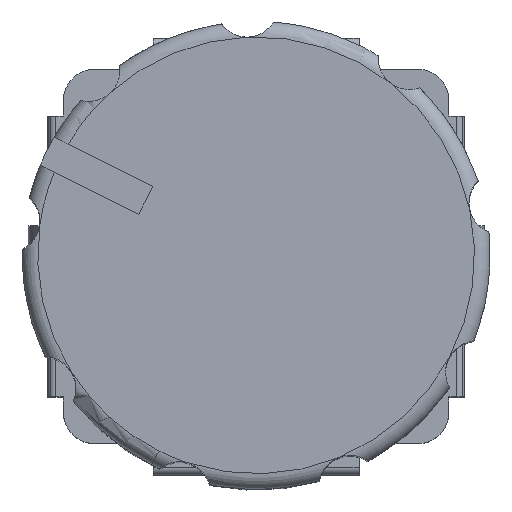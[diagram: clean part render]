
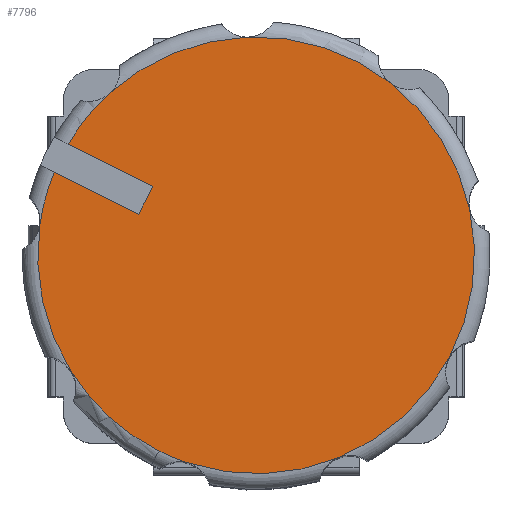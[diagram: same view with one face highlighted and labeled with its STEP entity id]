
A CAD part, top view. The second image highlights one B-rep face of the part: STEP entity #7796.
In plain terms, the highlighted face is planar.
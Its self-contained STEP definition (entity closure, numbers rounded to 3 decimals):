
#129 = AXIS2_PLACEMENT_3D ( 'NONE', #8693, #5141, #5831 ) ;
#133 = ORIENTED_EDGE ( 'NONE', *, *, #5712, .T. ) ;
#348 = CIRCLE ( 'NONE', #5573, 7. ) ;
#369 = CARTESIAN_POINT ( 'NONE',  ( 0., 16.5, 0.5 ) ) ;
#448 = DIRECTION ( 'NONE',  ( 0., 1., 0. ) ) ;
#505 = DIRECTION ( 'NONE',  ( 0., 0., 1. ) ) ;
#661 = AXIS2_PLACEMENT_3D ( 'NONE', #5528, #6978, #4179 ) ;
#718 = CARTESIAN_POINT ( 'NONE',  ( 5.252, 16.5, 4.627 ) ) ;
#729 = CARTESIAN_POINT ( 'NONE',  ( 6.998, 16.5, 0.169 ) ) ;
#848 = VERTEX_POINT ( 'NONE', #6000 ) ;
#852 = AXIS2_PLACEMENT_3D ( 'NONE', #2540, #8260, #5203 ) ;
#888 = ORIENTED_EDGE ( 'NONE', *, *, #6582, .T. ) ;
#947 = AXIS2_PLACEMENT_3D ( 'NONE', #4766, #5551, #505 ) ;
#1077 = CARTESIAN_POINT ( 'NONE',  ( -3.645, 16.5, 5.976 ) ) ;
#1078 = ORIENTED_EDGE ( 'NONE', *, *, #2926, .T. ) ;
#1246 = CIRCLE ( 'NONE', #4680, 7. ) ;
#1257 = CIRCLE ( 'NONE', #661, 7. ) ;
#1301 = ORIENTED_EDGE ( 'NONE', *, *, #3099, .T. ) ;
#1380 = ORIENTED_EDGE ( 'NONE', *, *, #7918, .F. ) ;
#1443 = DIRECTION ( 'NONE',  ( 0., 1., 0. ) ) ;
#1673 = PLANE ( 'NONE',  #129 ) ;
#1896 = AXIS2_PLACEMENT_3D ( 'NONE', #6037, #4591, #7440 ) ;
#1995 = AXIS2_PLACEMENT_3D ( 'NONE', #6330, #7071, #6187 ) ;
#2012 = CARTESIAN_POINT ( 'NONE',  ( -3.353, 16.5, -6.145 ) ) ;
#2042 = CIRCLE ( 'NONE', #4725, 7. ) ;
#2077 = CARTESIAN_POINT ( 'NONE',  ( -7.951, 16.5, -0.5 ) ) ;
#2148 = DIRECTION ( 'NONE',  ( 0., 0., 1. ) ) ;
#2248 = EDGE_CURVE ( 'NONE', #848, #2574, #8858, .T. ) ;
#2250 = EDGE_CURVE ( 'NONE', #7140, #4490, #2721, .T. ) ;
#2323 = CARTESIAN_POINT ( 'NONE',  ( -6.982, 16.5, 0.5 ) ) ;
#2333 = FACE_OUTER_BOUND ( 'NONE', #4506, .T. ) ;
#2474 = CARTESIAN_POINT ( 'NONE',  ( 0., 16.5, 0. ) ) ;
#2518 = VERTEX_POINT ( 'NONE', #1077 ) ;
#2540 = CARTESIAN_POINT ( 'NONE',  ( 0., 16.5, 0. ) ) ;
#2574 = VERTEX_POINT ( 'NONE', #3095 ) ;
#2721 = LINE ( 'NONE', #2077, #5582 ) ;
#2782 = ORIENTED_EDGE ( 'NONE', *, *, #3389, .F. ) ;
#2791 = DIRECTION ( 'NONE',  ( 0., 1., 0. ) ) ;
#2918 = DIRECTION ( 'NONE',  ( 0., 0., -1. ) ) ;
#2926 = EDGE_CURVE ( 'NONE', #6229, #4081, #3763, .T. ) ;
#2988 = ORIENTED_EDGE ( 'NONE', *, *, #2993, .T. ) ;
#2993 = EDGE_CURVE ( 'NONE', #5834, #4391, #6020, .T. ) ;
#3095 = CARTESIAN_POINT ( 'NONE',  ( 1.381, 16.5, -6.862 ) ) ;
#3099 = EDGE_CURVE ( 'NONE', #8022, #848, #1246, .T. ) ;
#3296 = CARTESIAN_POINT ( 'NONE',  ( 0., 16.5, 0. ) ) ;
#3327 = ORIENTED_EDGE ( 'NONE', *, *, #5909, .T. ) ;
#3376 = VERTEX_POINT ( 'NONE', #2323 ) ;
#3389 = EDGE_CURVE ( 'NONE', #7595, #7140, #7939, .T. ) ;
#3551 = CARTESIAN_POINT ( 'NONE',  ( 1.049, 16.5, 6.921 ) ) ;
#3647 = DIRECTION ( 'NONE',  ( 0., 0., 1. ) ) ;
#3742 = DIRECTION ( 'NONE',  ( 0., 0., 1. ) ) ;
#3763 = CIRCLE ( 'NONE', #8559, 7. ) ;
#3834 = CIRCLE ( 'NONE', #852, 7. ) ;
#3925 = DIRECTION ( 'NONE',  ( 0., 1., 0. ) ) ;
#4081 = VERTEX_POINT ( 'NONE', #3551 ) ;
#4144 = EDGE_CURVE ( 'NONE', #8259, #2518, #2042, .T. ) ;
#4179 = DIRECTION ( 'NONE',  ( 0., 0., 1. ) ) ;
#4289 = AXIS2_PLACEMENT_3D ( 'NONE', #6403, #1443, #3647 ) ;
#4326 = VECTOR ( 'NONE', #8922, 1000. ) ;
#4391 = VERTEX_POINT ( 'NONE', #8330 ) ;
#4409 = ORIENTED_EDGE ( 'NONE', *, *, #2248, .T. ) ;
#4488 = ORIENTED_EDGE ( 'NONE', *, *, #5329, .T. ) ;
#4490 = VERTEX_POINT ( 'NONE', #6995 ) ;
#4506 = EDGE_LOOP ( 'NONE', ( #7813, #2782, #1380, #5051, #5746, #133, #1078, #888, #4488, #1301, #4409, #3327, #2988, #9076 ) ) ;
#4591 = DIRECTION ( 'NONE',  ( 0., 1., 0. ) ) ;
#4680 = AXIS2_PLACEMENT_3D ( 'NONE', #8076, #2791, #7093 ) ;
#4708 = DIRECTION ( 'NONE',  ( 0., 0., 1. ) ) ;
#4725 = AXIS2_PLACEMENT_3D ( 'NONE', #4959, #7858, #2148 ) ;
#4766 = CARTESIAN_POINT ( 'NONE',  ( 0., 16.5, 0. ) ) ;
#4959 = CARTESIAN_POINT ( 'NONE',  ( 0., 16.5, 0. ) ) ;
#5051 = ORIENTED_EDGE ( 'NONE', *, *, #7153, .T. ) ;
#5141 = DIRECTION ( 'NONE',  ( 0., 1., 0. ) ) ;
#5203 = DIRECTION ( 'NONE',  ( 0., 0., 1. ) ) ;
#5329 = EDGE_CURVE ( 'NONE', #8565, #8022, #3834, .T. ) ;
#5528 = CARTESIAN_POINT ( 'NONE',  ( 0., 16.5, 0. ) ) ;
#5551 = DIRECTION ( 'NONE',  ( 0., 1., 0. ) ) ;
#5573 = AXIS2_PLACEMENT_3D ( 'NONE', #3296, #448, #4708 ) ;
#5580 = DIRECTION ( 'NONE',  ( -1., 0., 0. ) ) ;
#5582 = VECTOR ( 'NONE', #5580, 1000. ) ;
#5712 = EDGE_CURVE ( 'NONE', #2518, #6229, #5929, .T. ) ;
#5746 = ORIENTED_EDGE ( 'NONE', *, *, #4144, .T. ) ;
#5822 = CARTESIAN_POINT ( 'NONE',  ( 0., 16.5, 0. ) ) ;
#5831 = DIRECTION ( 'NONE',  ( 0., 0., 1. ) ) ;
#5834 = VERTEX_POINT ( 'NONE', #2012 ) ;
#5866 = DIRECTION ( 'NONE',  ( 0., 0., 1. ) ) ;
#5909 = EDGE_CURVE ( 'NONE', #2574, #5834, #6227, .T. ) ;
#5923 = DIRECTION ( 'NONE',  ( 0., 1., 0. ) ) ;
#5929 = CIRCLE ( 'NONE', #1896, 7. ) ;
#6000 = CARTESIAN_POINT ( 'NONE',  ( 5.469, 16.5, -4.369 ) ) ;
#6020 = CIRCLE ( 'NONE', #947, 7. ) ;
#6037 = CARTESIAN_POINT ( 'NONE',  ( 0., 16.5, 0. ) ) ;
#6187 = DIRECTION ( 'NONE',  ( 0., 0., 1. ) ) ;
#6227 = CIRCLE ( 'NONE', #4289, 7. ) ;
#6229 = VERTEX_POINT ( 'NONE', #6289 ) ;
#6289 = CARTESIAN_POINT ( 'NONE',  ( 0., 16.5, 7. ) ) ;
#6330 = CARTESIAN_POINT ( 'NONE',  ( 0., 16.5, 0. ) ) ;
#6403 = CARTESIAN_POINT ( 'NONE',  ( 0., 16.5, 0. ) ) ;
#6582 = EDGE_CURVE ( 'NONE', #4081, #8565, #1257, .T. ) ;
#6675 = CARTESIAN_POINT ( 'NONE',  ( -3.952, 16.5, -0.5 ) ) ;
#6841 = CARTESIAN_POINT ( 'NONE',  ( -3.952, 16.5, 0.5 ) ) ;
#6863 = LINE ( 'NONE', #369, #4326 ) ;
#6978 = DIRECTION ( 'NONE',  ( 0., 1., 0. ) ) ;
#6995 = CARTESIAN_POINT ( 'NONE',  ( -6.982, 16.5, -0.5 ) ) ;
#7071 = DIRECTION ( 'NONE',  ( 0., 1., 0. ) ) ;
#7093 = DIRECTION ( 'NONE',  ( 0., 0., 1. ) ) ;
#7140 = VERTEX_POINT ( 'NONE', #6675 ) ;
#7153 = EDGE_CURVE ( 'NONE', #3376, #8259, #348, .T. ) ;
#7440 = DIRECTION ( 'NONE',  ( 0., 0., 1. ) ) ;
#7532 = VECTOR ( 'NONE', #2918, 1000. ) ;
#7595 = VERTEX_POINT ( 'NONE', #6841 ) ;
#7796 = ADVANCED_FACE ( 'NONE', ( #2333 ), #1673, .T. ) ;
#7813 = ORIENTED_EDGE ( 'NONE', *, *, #2250, .F. ) ;
#7858 = DIRECTION ( 'NONE',  ( 0., 1., 0. ) ) ;
#7918 = EDGE_CURVE ( 'NONE', #3376, #7595, #6863, .T. ) ;
#7939 = LINE ( 'NONE', #8681, #7532 ) ;
#8022 = VERTEX_POINT ( 'NONE', #729 ) ;
#8076 = CARTESIAN_POINT ( 'NONE',  ( 0., 16.5, 0. ) ) ;
#8204 = EDGE_CURVE ( 'NONE', #4391, #4490, #9254, .T. ) ;
#8259 = VERTEX_POINT ( 'NONE', #8728 ) ;
#8260 = DIRECTION ( 'NONE',  ( 0., 1., 0. ) ) ;
#8330 = CARTESIAN_POINT ( 'NONE',  ( -6.518, 16.5, -2.552 ) ) ;
#8368 = AXIS2_PLACEMENT_3D ( 'NONE', #5822, #5923, #5866 ) ;
#8559 = AXIS2_PLACEMENT_3D ( 'NONE', #2474, #3925, #3742 ) ;
#8565 = VERTEX_POINT ( 'NONE', #718 ) ;
#8681 = CARTESIAN_POINT ( 'NONE',  ( -3.952, 16.5, -0.5 ) ) ;
#8693 = CARTESIAN_POINT ( 'NONE',  ( 0., 16.5, 0. ) ) ;
#8728 = CARTESIAN_POINT ( 'NONE',  ( -6.634, 16.5, 2.235 ) ) ;
#8858 = CIRCLE ( 'NONE', #1995, 7. ) ;
#8922 = DIRECTION ( 'NONE',  ( 1., 0., 0. ) ) ;
#9076 = ORIENTED_EDGE ( 'NONE', *, *, #8204, .T. ) ;
#9254 = CIRCLE ( 'NONE', #8368, 7. ) ;
